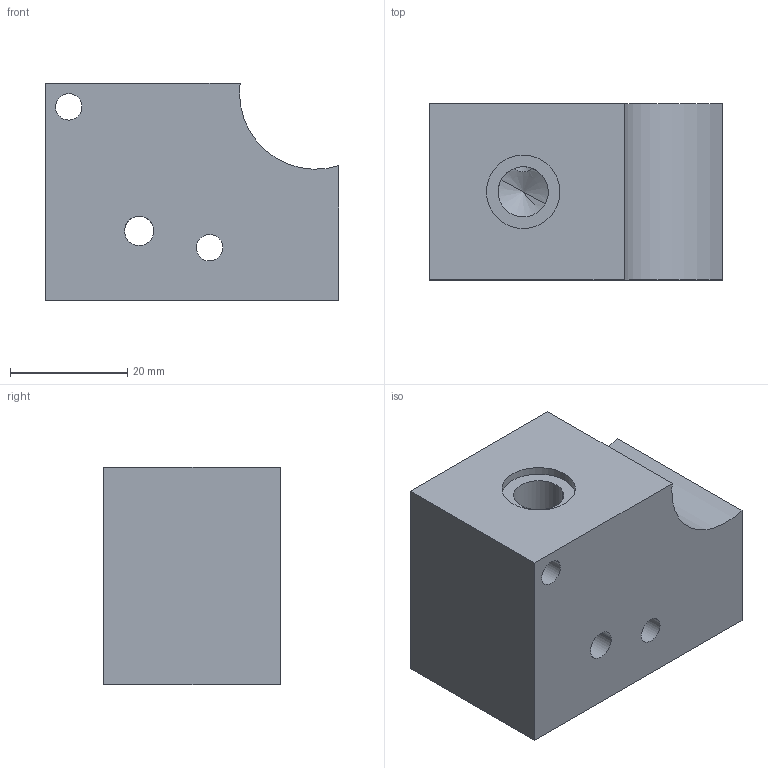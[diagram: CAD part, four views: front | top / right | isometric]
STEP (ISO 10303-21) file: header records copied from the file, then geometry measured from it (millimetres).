
FILE_DESCRIPTION(('CATIA V5 STEP Exchange','CAx-IF Rec.Pracs.--- Model Styling and Organization---1.2---2011-12-15'),'2;1');
FILE_NAME('01654-1-A - embase EV admission H2.stp','2018-07-20T13:53:12+00:00',('none'),('none'),'CATIA Version 5-6 Release 2014 SP6','CATIA V5 STEP AP214','none');
FILE_SCHEMA(('AUTOMOTIVE_DESIGN { 1 0 10303 214 1 1 1 1 }'));
Length unit declared in the file: millimetre
Products named in the file (1): 01654-1-A - embase EV admission H2
Bounding box: 50 x 30 x 37 mm (x, y, z)
Volume: 43574.8 mm3; surface area: 11475.6 mm2
Topology: 1 solids, 1 shells, 46 faces, 120 edges, 79 vertices
Faces by surface type: cylinder 27, cone 10, plane 9
Entity records: 1371 total; most frequent: CARTESIAN_POINT 316, ORIENTED_EDGE 224, DIRECTION 154, EDGE_CURVE 112, AXIS2_PLACEMENT_3D 78, VERTEX_POINT 72, EDGE_LOOP 60, VECTOR 51
